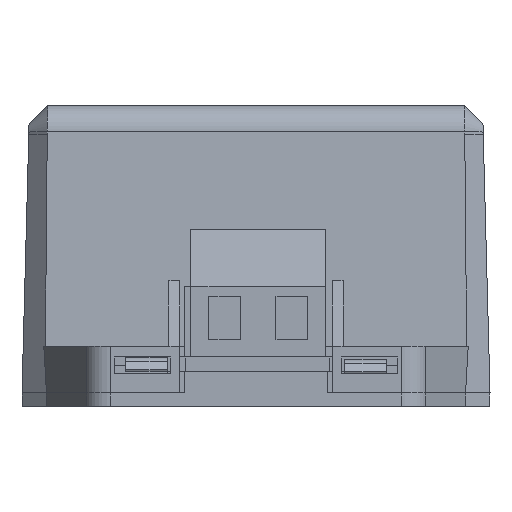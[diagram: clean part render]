
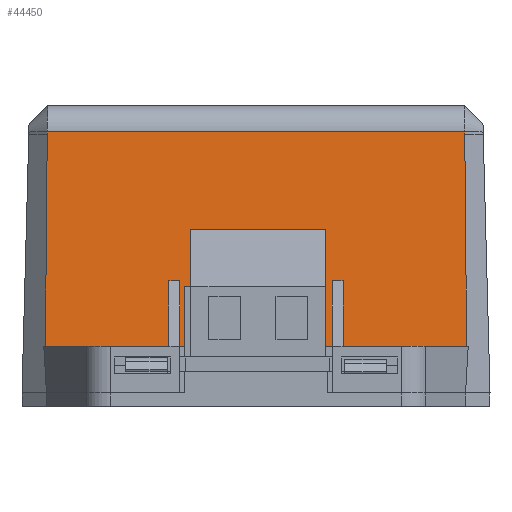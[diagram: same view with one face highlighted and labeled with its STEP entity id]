
A CAD part, left-side view. The second image highlights one B-rep face of the part: STEP entity #44450.
In plain terms, the highlighted planar face has unit normal (-0.999, 0, 0.044).
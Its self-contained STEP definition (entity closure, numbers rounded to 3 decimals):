
#30450=CARTESIAN_POINT('',(2.621,52.808,
8.296));
#30460=CARTESIAN_POINT('',(2.277,52.876,
0.431));
#30470=CARTESIAN_POINT('',(1.934,52.945,
-7.435));
#30480=CARTESIAN_POINT('',(1.59,53.014,-15.3));
#30490=B_SPLINE_CURVE_WITH_KNOTS('',3,(#30450,#30460,#30470,#30480),
.UNSPECIFIED.,.F.,.F.,(4,4),(0.,1.),.UNSPECIFIED.);
#30500=CARTESIAN_POINT('',(2.621,52.808,
8.296));
#30510=VERTEX_POINT('',#30500);
#30520=CARTESIAN_POINT('',(1.59,53.014,-15.3));
#30530=VERTEX_POINT('',#30520);
#30540=EDGE_CURVE('',#30510,#30530,#30490,.T.);
#31040=CARTESIAN_POINT('',(2.633,52.806,
8.579));
#31050=VERTEX_POINT('',#31040);
#31080=CARTESIAN_POINT('',(2.633,52.806,
8.579));
#31090=CARTESIAN_POINT('',(2.629,52.807,
8.485));
#31100=CARTESIAN_POINT('',(2.625,52.807,
8.39));
#31110=CARTESIAN_POINT('',(2.621,52.808,
8.296));
#31120=B_SPLINE_CURVE_WITH_KNOTS('',3,(#31080,#31090,#31100,#31110),
.UNSPECIFIED.,.F.,.F.,(4,4),(0.,1.),.UNSPECIFIED.);
#31130=EDGE_CURVE('',#31050,#30510,#31120,.T.);
#42880=CARTESIAN_POINT('',(1.908,21.053,
-8.02));
#42890=VERTEX_POINT('',#42880);
#43110=CARTESIAN_POINT('',(1.59,21.053,
-15.3));
#43120=VERTEX_POINT('',#43110);
#43150=CARTESIAN_POINT('',(1.908,21.053,
-8.02));
#43160=DIRECTION('',(-0.044,0.,-0.999));
#43170=VECTOR('',#43160,1.);
#43180=LINE('',#43150,#43170);
#43190=EDGE_CURVE('',#42890,#43120,#43180,.T.);
#43240=CARTESIAN_POINT('',(1.473,3.553,
-17.982));
#43250=DIRECTION('',(-0.999,0.,0.044));
#43260=DIRECTION('',(0.,-1.,0.));
#43270=AXIS2_PLACEMENT_3D('',#43240,#43250,#43260);
#43280=PLANE('',#43270);
#43290=CARTESIAN_POINT('',(1.59,6.093,-15.3));
#43300=DIRECTION('',(0.,1.,0.));
#43310=VECTOR('',#43300,1.);
#43320=LINE('',#43290,#43310);
#43330=CARTESIAN_POINT('',(1.59,6.093,-15.3));
#43340=VERTEX_POINT('',#43330);
#43350=CARTESIAN_POINT('',(1.59,19.853,-15.3));
#43360=VERTEX_POINT('',#43350);
#43370=EDGE_CURVE('',#43340,#43360,#43320,.T.);
#43380=ORIENTED_EDGE('',*,*,#43370,.F.);
#43390=CARTESIAN_POINT('',(1.59,19.853,-15.3));
#43400=DIRECTION('',(0.044,0.,0.999));
#43410=VECTOR('',#43400,1.);
#43420=LINE('',#43390,#43410);
#43430=CARTESIAN_POINT('',(1.908,19.853,
-8.02));
#43440=VERTEX_POINT('',#43430);
#43450=EDGE_CURVE('',#43360,#43440,#43420,.T.);
#43460=ORIENTED_EDGE('',*,*,#43450,.F.);
#43470=CARTESIAN_POINT('',(1.908,19.853,
-8.02));
#43480=DIRECTION('',(0.,1.,0.));
#43490=VECTOR('',#43480,1.);
#43500=LINE('',#43470,#43490);
#43510=EDGE_CURVE('',#43440,#42890,#43500,.T.);
#43520=ORIENTED_EDGE('',*,*,#43510,.F.);
#43530=ORIENTED_EDGE('',*,*,#43190,.F.);
#43540=CARTESIAN_POINT('',(1.578,21.053,-15.3));
#43550=DIRECTION('',(0.,1.,0.));
#43560=VECTOR('',#43550,1.);
#43570=LINE('',#43540,#43560);
#43580=CARTESIAN_POINT('',(1.59,38.053,
-15.3));
#43590=VERTEX_POINT('',#43580);
#43600=EDGE_CURVE('',#43120,#43590,#43570,.T.);
#43610=ORIENTED_EDGE('',*,*,#43600,.F.);
#43620=CARTESIAN_POINT('',(1.584,38.053,-15.3));
#43630=DIRECTION('',(0.044,0.,0.999));
#43640=VECTOR('',#43630,1.);
#43650=LINE('',#43620,#43640);
#43660=CARTESIAN_POINT('',(1.908,38.053,
-8.02));
#43670=VERTEX_POINT('',#43660);
#43680=EDGE_CURVE('',#43590,#43670,#43650,.T.);
#43690=ORIENTED_EDGE('',*,*,#43680,.F.);
#43700=CARTESIAN_POINT('',(1.908,39.253,
-8.02));
#43710=DIRECTION('',(0.,-1.,0.));
#43720=VECTOR('',#43710,1.);
#43730=LINE('',#43700,#43720);
#43740=CARTESIAN_POINT('',(1.908,39.253,
-8.02));
#43750=VERTEX_POINT('',#43740);
#43760=EDGE_CURVE('',#43750,#43670,#43730,.T.);
#43770=ORIENTED_EDGE('',*,*,#43760,.T.);
#43780=CARTESIAN_POINT('',(1.908,39.253,
-8.02));
#43790=DIRECTION('',(-0.044,0.,-0.999));
#43800=VECTOR('',#43790,1.);
#43810=LINE('',#43780,#43800);
#43820=CARTESIAN_POINT('',(1.59,39.253,-15.3));
#43830=VERTEX_POINT('',#43820);
#43840=EDGE_CURVE('',#43750,#43830,#43810,.T.);
#43850=ORIENTED_EDGE('',*,*,#43840,.F.);
#43860=CARTESIAN_POINT('',(1.59,39.253,-15.3));
#43870=DIRECTION('',(0.,1.,0.));
#43880=VECTOR('',#43870,1.);
#43890=LINE('',#43860,#43880);
#43900=EDGE_CURVE('',#43830,#30530,#43890,.T.);
#43910=ORIENTED_EDGE('',*,*,#43900,.F.);
#43920=ORIENTED_EDGE('',*,*,#30540,.T.);
#43930=ORIENTED_EDGE('',*,*,#31130,.T.);
#43940=CARTESIAN_POINT('',(2.635,52.805,
8.631));
#43950=CARTESIAN_POINT('',(2.635,52.805,
8.625));
#43960=CARTESIAN_POINT('',(2.634,52.805,
8.614));
#43970=CARTESIAN_POINT('',(2.634,52.805,
8.596));
#43980=CARTESIAN_POINT('',(2.633,52.806,
8.585));
#43990=CARTESIAN_POINT('',(2.633,52.806,
8.579));
#44000=B_SPLINE_CURVE_WITH_KNOTS('',3,(#43940,#43950,#43960,#43970,
#43980,#43990),.UNSPECIFIED.,.F.,.F.,(4,1,1,4),(0.,0.333,
0.667,1.),.UNSPECIFIED.);
#44010=CARTESIAN_POINT('',(2.635,52.805,
8.631));
#44020=VERTEX_POINT('',#44010);
#44030=EDGE_CURVE('',#44020,#31050,#44000,.T.);
#44040=ORIENTED_EDGE('',*,*,#44030,.T.);
#44050=CARTESIAN_POINT('',(2.635,52.805,
8.631));
#44060=DIRECTION('',(0.,-1.,0.));
#44070=VECTOR('',#44060,1.);
#44080=LINE('',#44050,#44070);
#44090=CARTESIAN_POINT('',(2.635,6.302,
8.631));
#44100=VERTEX_POINT('',#44090);
#44110=EDGE_CURVE('',#44020,#44100,#44080,.T.);
#44120=ORIENTED_EDGE('',*,*,#44110,.F.);
#44130=CARTESIAN_POINT('',(2.633,6.3,
8.579));
#44140=CARTESIAN_POINT('',(2.633,6.3,
8.585));
#44150=CARTESIAN_POINT('',(2.634,6.301,
8.596));
#44160=CARTESIAN_POINT('',(2.634,6.301,
8.614));
#44170=CARTESIAN_POINT('',(2.635,6.302,
8.625));
#44180=CARTESIAN_POINT('',(2.635,6.302,
8.631));
#44190=B_SPLINE_CURVE_WITH_KNOTS('',3,(#44130,#44140,#44150,#44160,
#44170,#44180),.UNSPECIFIED.,.F.,.F.,(4,1,1,4),(0.,0.333,
0.667,1.),.UNSPECIFIED.);
#44200=CARTESIAN_POINT('',(2.633,6.301,
8.579));
#44210=VERTEX_POINT('',#44200);
#44220=EDGE_CURVE('',#44210,#44100,#44190,.T.);
#44230=ORIENTED_EDGE('',*,*,#44220,.T.);
#44240=CARTESIAN_POINT('',(2.633,6.3,
8.579));
#44250=CARTESIAN_POINT('',(2.632,6.3,
8.555));
#44260=CARTESIAN_POINT('',(2.63,6.301,
8.508));
#44270=CARTESIAN_POINT('',(2.627,6.3,
8.437));
#44280=CARTESIAN_POINT('',(2.624,6.299,
8.366));
#44290=CARTESIAN_POINT('',(2.622,6.299,
8.319));
#44300=CARTESIAN_POINT('',(2.621,6.299,
8.296));
#44310=B_SPLINE_CURVE_WITH_KNOTS('',3,(#44240,#44250,#44260,#44270,
#44280,#44290,#44300),.UNSPECIFIED.,.F.,.F.,(4,1,1,1,4),(0.,0.25,0.5,
0.75,1.),.UNSPECIFIED.);
#44320=CARTESIAN_POINT('',(2.621,6.299,
8.296));
#44330=VERTEX_POINT('',#44320);
#44340=EDGE_CURVE('',#44210,#44330,#44310,.T.);
#44350=ORIENTED_EDGE('',*,*,#44340,.F.);
#44360=CARTESIAN_POINT('',(2.621,6.299,
8.296));
#44370=CARTESIAN_POINT('',(2.277,6.23,
0.431));
#44380=CARTESIAN_POINT('',(1.934,6.161,
-7.435));
#44390=CARTESIAN_POINT('',(1.59,6.093,-15.3));
#44400=B_SPLINE_CURVE_WITH_KNOTS('',3,(#44360,#44370,#44380,#44390),
.UNSPECIFIED.,.F.,.F.,(4,4),(0.,1.),.UNSPECIFIED.);
#44410=EDGE_CURVE('',#44330,#43340,#44400,.T.);
#44420=ORIENTED_EDGE('',*,*,#44410,.F.);
#44430=EDGE_LOOP('',(#44420,#44350,#44230,#44120,#44040,#43930,#43920,
#43910,#43850,#43770,#43690,#43610,#43530,#43520,#43460,#43380));
#44440=FACE_OUTER_BOUND('',#44430,.T.);
#44450=ADVANCED_FACE('',(#44440),#43280,.T.);
